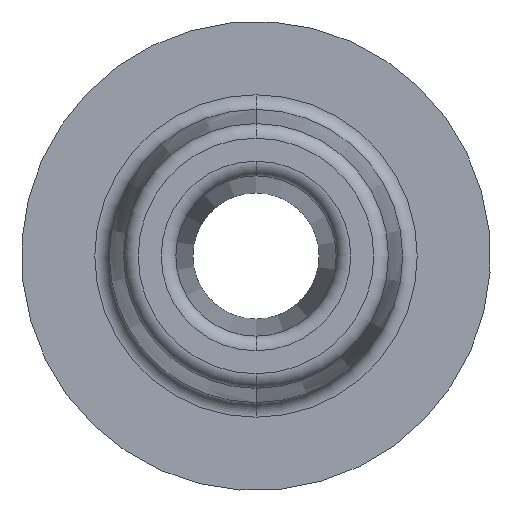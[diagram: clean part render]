
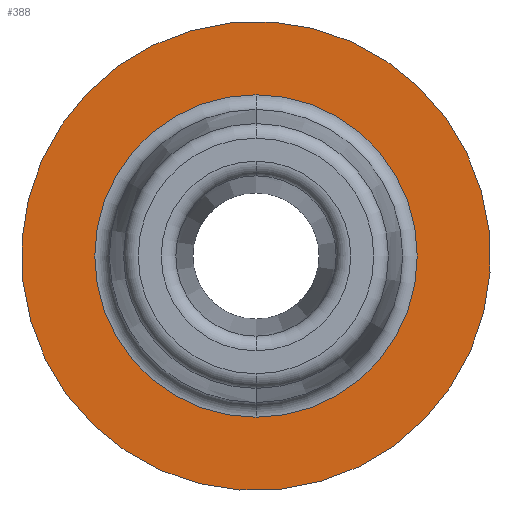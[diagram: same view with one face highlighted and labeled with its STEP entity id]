
A CAD part, front view. The second image highlights one B-rep face of the part: STEP entity #388.
In plain terms, the highlighted planar face has unit normal (0, -1, 0).
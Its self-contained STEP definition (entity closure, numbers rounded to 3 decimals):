
#7 = FACE_OUTER_BOUND ( 'NONE', #365, .T. ) ;
#8 = AXIS2_PLACEMENT_3D ( 'NONE', #266, #263, #318 ) ;
#19 = DIRECTION ( 'NONE',  ( 0., 0., 1. ) ) ;
#25 = CIRCLE ( 'NONE', #383, 4. ) ;
#49 = CIRCLE ( 'NONE', #389, 4. ) ;
#55 = EDGE_CURVE ( 'NONE', #509, #579, #137, .T. ) ;
#68 = EDGE_LOOP ( 'NONE', ( #125, #272 ) ) ;
#75 = CARTESIAN_POINT ( 'NONE',  ( 0., 5., 0. ) ) ;
#125 = ORIENTED_EDGE ( 'NONE', *, *, #55, .T. ) ;
#126 = CARTESIAN_POINT ( 'NONE',  ( 0., 5., 0. ) ) ;
#137 = CIRCLE ( 'NONE', #606, 2.75 ) ;
#140 = DIRECTION ( 'NONE',  ( 0., 0., 1. ) ) ;
#162 = CARTESIAN_POINT ( 'NONE',  ( 0., 5., 0. ) ) ;
#174 = DIRECTION ( 'NONE',  ( 0., 1., 0. ) ) ;
#176 = CARTESIAN_POINT ( 'NONE',  ( 0., 5., 0. ) ) ;
#190 = VERTEX_POINT ( 'NONE', #304 ) ;
#238 = CARTESIAN_POINT ( 'NONE',  ( 0., 5., -2.75 ) ) ;
#263 = DIRECTION ( 'NONE',  ( 0., 1., 0. ) ) ;
#266 = CARTESIAN_POINT ( 'NONE',  ( 0., 5., 0. ) ) ;
#272 = ORIENTED_EDGE ( 'NONE', *, *, #391, .T. ) ;
#278 = EDGE_CURVE ( 'NONE', #190, #324, #25, .T. ) ;
#304 = CARTESIAN_POINT ( 'NONE',  ( -3.844, 5., -1.106 ) ) ;
#311 = DIRECTION ( 'NONE',  ( 0., 1., 0. ) ) ;
#315 = EDGE_CURVE ( 'NONE', #324, #190, #49, .T. ) ;
#318 = DIRECTION ( 'NONE',  ( 0., 0., 1. ) ) ;
#324 = VERTEX_POINT ( 'NONE', #408 ) ;
#365 = EDGE_LOOP ( 'NONE', ( #449, #512 ) ) ;
#383 = AXIS2_PLACEMENT_3D ( 'NONE', #162, #398, #453 ) ;
#388 = ADVANCED_FACE ( 'NONE', ( #545, #7 ), #466, .F. ) ;
#389 = AXIS2_PLACEMENT_3D ( 'NONE', #176, #174, #510 ) ;
#391 = EDGE_CURVE ( 'NONE', #579, #509, #435, .T. ) ;
#398 = DIRECTION ( 'NONE',  ( 0., 1., 0. ) ) ;
#408 = CARTESIAN_POINT ( 'NONE',  ( 3.844, 5., 1.106 ) ) ;
#435 = CIRCLE ( 'NONE', #611, 2.75 ) ;
#449 = ORIENTED_EDGE ( 'NONE', *, *, #278, .F. ) ;
#453 = DIRECTION ( 'NONE',  ( 0., 0., 1. ) ) ;
#466 = PLANE ( 'NONE',  #8 ) ;
#471 = DIRECTION ( 'NONE',  ( 0., 1., 0. ) ) ;
#509 = VERTEX_POINT ( 'NONE', #635 ) ;
#510 = DIRECTION ( 'NONE',  ( 0., 0., 1. ) ) ;
#512 = ORIENTED_EDGE ( 'NONE', *, *, #315, .F. ) ;
#545 = FACE_BOUND ( 'NONE', #68, .T. ) ;
#579 = VERTEX_POINT ( 'NONE', #238 ) ;
#606 = AXIS2_PLACEMENT_3D ( 'NONE', #75, #311, #19 ) ;
#611 = AXIS2_PLACEMENT_3D ( 'NONE', #126, #471, #140 ) ;
#635 = CARTESIAN_POINT ( 'NONE',  ( 0., 5., 2.75 ) ) ;
